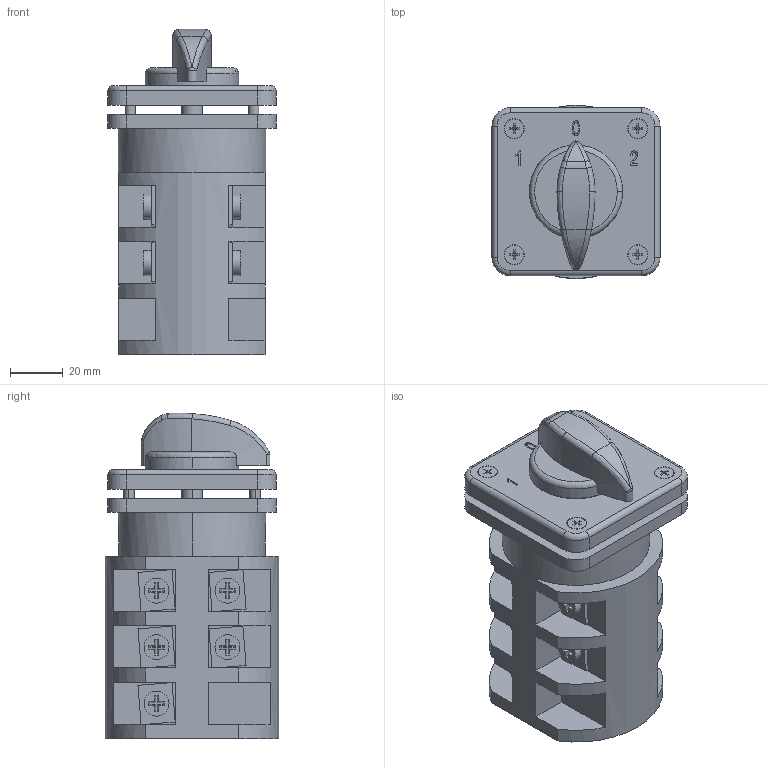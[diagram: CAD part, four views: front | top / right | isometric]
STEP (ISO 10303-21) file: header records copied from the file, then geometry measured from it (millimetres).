
FILE_DESCRIPTION (( 'STEP AP214' ), '1' );
FILE_NAME ('BCS13-063-2 Ïåðåêëþ÷àòåëü êóëà÷êîâûé ÏÊÏ63-33_Î 63À 1-0-2 3Ð_400Â.STEP', '2017-12-13T12:34:03', ( '' ), ( '' ), 'SwSTEP 2.0', 'SolidWorks 2014', '' );
FILE_SCHEMA (( 'AUTOMOTIVE_DESIGN' ));
Length unit declared in the file: millimetre
Products named in the file (1): BCS13-063-2 Ïåðåêëþ÷àòåëü êóëà÷êîâûé ÏÊÏ63-33_Î 63À 1-0-2 3Ð_400Â
Bounding box: 64 x 66 x 123.98 mm (x, y, z)
Volume: 281972.1 mm3; surface area: 50371.5 mm2
Topology: 5 solids, 5 shells, 463 faces, 1193 edges, 779 vertices
Faces by surface type: plane 339, cylinder 84, bspline 31, torus 7, sphere 2
Entity records: 15527 total; most frequent: CARTESIAN_POINT 4207, ORIENTED_EDGE 2378, DIRECTION 2201, EDGE_CURVE 1189, VECTOR 911, LINE 911, VERTEX_POINT 777, AXIS2_PLACEMENT_3D 645
